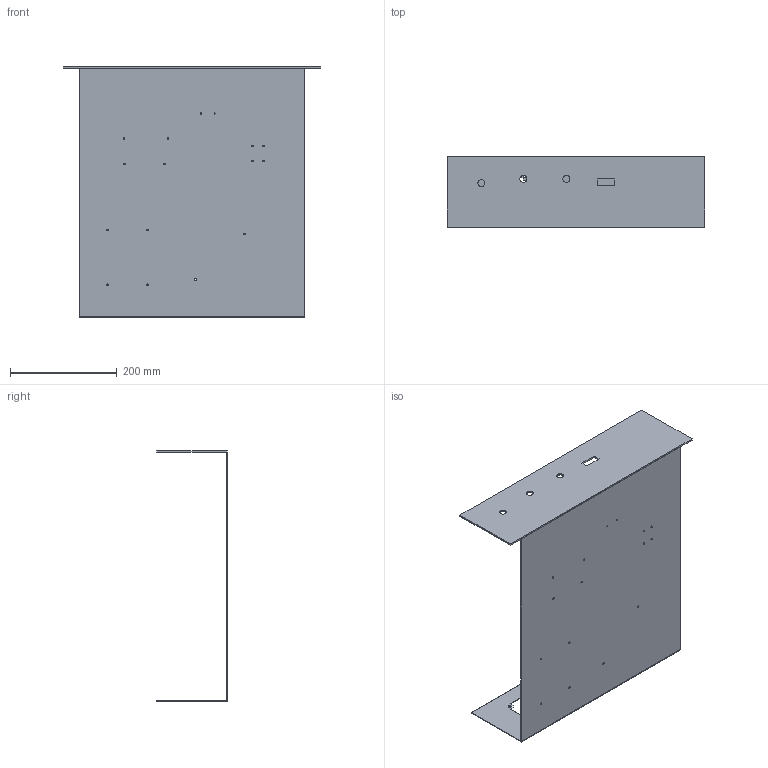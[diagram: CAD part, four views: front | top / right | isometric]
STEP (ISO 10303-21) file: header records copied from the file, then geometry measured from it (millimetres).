
FILE_DESCRIPTION (( 'STEP AP203' ), '1' );
FILE_NAME ('boitier_modèle.STEP', '2024-07-01T13:51:19', ( '' ), ( '' ), 'SwSTEP 2.0', 'SolidWorks 2012', '' );
FILE_SCHEMA (( 'CONFIG_CONTROL_DESIGN' ));
Length unit declared in the file: millimetre
Products named in the file (4): face_avant_boitier; face_dessous_boitier; boitier_modèle; face_arrière_boitier
Assembly tree (3 placements, depth 2):
  boitier_modèle
    face_arrière_boitier
    face_avant_boitier
    face_dessous_boitier
Bounding box: 483 x 133 x 470.2 mm (x, y, z)
Volume: 488162.8 mm3; surface area: 632001.2 mm2
Topology: 3 solids, 3 shells, 106 faces, 300 edges, 200 vertices
Faces by surface type: cylinder 60, plane 46
Entity records: 4030 total; most frequent: DIRECTION 644, CARTESIAN_POINT 612, ORIENTED_EDGE 600, EDGE_CURVE 300, AXIS2_PLACEMENT_3D 232, VERTEX_POINT 200, LINE 180, VECTOR 180
